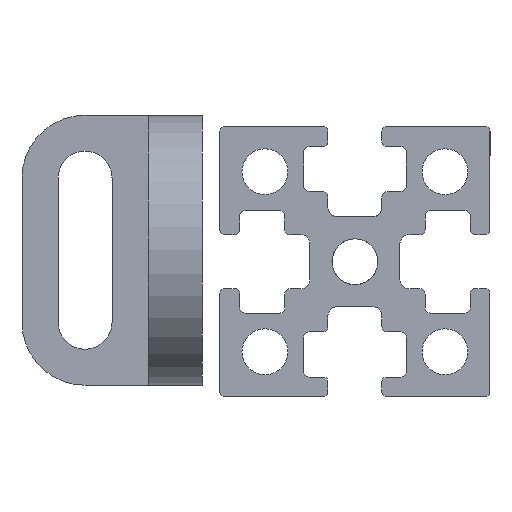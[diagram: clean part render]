
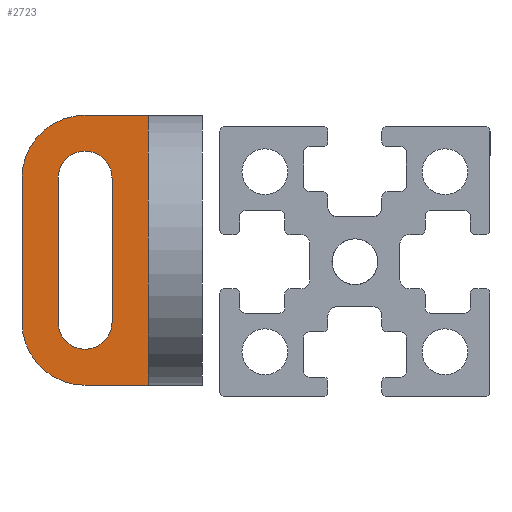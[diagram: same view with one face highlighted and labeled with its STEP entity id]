
A CAD part, left-side view. The second image highlights one B-rep face of the part: STEP entity #2723.
In plain terms, the highlighted planar face has unit normal (-1, 0, 0).
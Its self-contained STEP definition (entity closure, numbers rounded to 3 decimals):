
#85=PLANE('',#3004);
#105=FACE_BOUND('',#389,.T.);
#235=FACE_OUTER_BOUND('',#388,.T.);
#388=EDGE_LOOP('',(#2476,#2477,#2478,#2479,#2480,#2481));
#389=EDGE_LOOP('',(#2482,#2483,#2484,#2485));
#628=LINE('',#4696,#883);
#636=LINE('',#4716,#891);
#639=LINE('',#4722,#894);
#641=LINE('',#4734,#896);
#644=LINE('',#4742,#899);
#645=LINE('',#4746,#900);
#883=VECTOR('',#3739,10.);
#891=VECTOR('',#3757,10.);
#894=VECTOR('',#3764,10.);
#896=VECTOR('',#3778,10.);
#899=VECTOR('',#3785,10.);
#900=VECTOR('',#3788,10.);
#1036=CIRCLE('',#3002,3.5);
#1037=CIRCLE('',#3005,3.5);
#1038=CIRCLE('',#3006,1.5);
#1039=CIRCLE('',#3007,1.5);
#1298=VERTEX_POINT('',#4693);
#1299=VERTEX_POINT('',#4695);
#1305=VERTEX_POINT('',#4713);
#1306=VERTEX_POINT('',#4715);
#1310=VERTEX_POINT('',#4729);
#1311=VERTEX_POINT('',#4733);
#1313=VERTEX_POINT('',#4740);
#1314=VERTEX_POINT('',#4741);
#1315=VERTEX_POINT('',#4743);
#1316=VERTEX_POINT('',#4745);
#1684=EDGE_CURVE('',#1299,#1298,#628,.T.);
#1694=EDGE_CURVE('',#1305,#1306,#636,.T.);
#1698=EDGE_CURVE('',#1299,#1305,#639,.T.);
#1701=EDGE_CURVE('',#1306,#1310,#1036,.T.);
#1703=EDGE_CURVE('',#1311,#1310,#641,.T.);
#1706=EDGE_CURVE('',#1311,#1298,#1037,.T.);
#1707=EDGE_CURVE('',#1313,#1314,#644,.T.);
#1708=EDGE_CURVE('',#1315,#1314,#1038,.T.);
#1709=EDGE_CURVE('',#1315,#1316,#645,.T.);
#1710=EDGE_CURVE('',#1313,#1316,#1039,.T.);
#2476=ORIENTED_EDGE('',*,*,#1701,.F.);
#2477=ORIENTED_EDGE('',*,*,#1694,.F.);
#2478=ORIENTED_EDGE('',*,*,#1698,.F.);
#2479=ORIENTED_EDGE('',*,*,#1684,.T.);
#2480=ORIENTED_EDGE('',*,*,#1706,.F.);
#2481=ORIENTED_EDGE('',*,*,#1703,.T.);
#2482=ORIENTED_EDGE('',*,*,#1707,.T.);
#2483=ORIENTED_EDGE('',*,*,#1708,.F.);
#2484=ORIENTED_EDGE('',*,*,#1709,.T.);
#2485=ORIENTED_EDGE('',*,*,#1710,.F.);
#2723=ADVANCED_FACE('',(#235,#105),#85,.T.);
#3002=AXIS2_PLACEMENT_3D('',#4730,#3773,#3774);
#3004=AXIS2_PLACEMENT_3D('',#4738,#3781,#3782);
#3005=AXIS2_PLACEMENT_3D('',#4739,#3783,#3784);
#3006=AXIS2_PLACEMENT_3D('',#4744,#3786,#3787);
#3007=AXIS2_PLACEMENT_3D('',#4747,#3789,#3790);
#3739=DIRECTION('',(0.,1.,0.));
#3757=DIRECTION('',(0.,1.,0.));
#3764=DIRECTION('',(0.,0.,-1.));
#3773=DIRECTION('center_axis',(1.,0.,0.));
#3774=DIRECTION('ref_axis',(0.,0.707,-0.707));
#3778=DIRECTION('',(0.,0.,-1.));
#3781=DIRECTION('center_axis',(-1.,0.,0.));
#3782=DIRECTION('ref_axis',(0.,0.,1.));
#3783=DIRECTION('center_axis',(1.,0.,0.));
#3784=DIRECTION('ref_axis',(0.,0.707,0.707));
#3785=DIRECTION('',(0.,0.,-1.));
#3786=DIRECTION('center_axis',(-1.,0.,0.));
#3787=DIRECTION('ref_axis',(0.,0.707,-0.707));
#3788=DIRECTION('',(0.,0.,1.));
#3789=DIRECTION('center_axis',(-1.,0.,0.));
#3790=DIRECTION('ref_axis',(0.,-0.707,0.707));
#4693=CARTESIAN_POINT('',(15.,8.5,0.));
#4695=CARTESIAN_POINT('',(15.,5.,0.));
#4696=CARTESIAN_POINT('',(15.,5.,0.));
#4713=CARTESIAN_POINT('',(15.,5.,-15.));
#4715=CARTESIAN_POINT('',(15.,8.5,-15.));
#4716=CARTESIAN_POINT('',(15.,5.,-15.));
#4722=CARTESIAN_POINT('',(15.,5.,-11.25));
#4729=CARTESIAN_POINT('',(15.,12.,-11.5));
#4730=CARTESIAN_POINT('Origin',(15.,8.5,-11.5));
#4733=CARTESIAN_POINT('',(15.,12.,-3.5));
#4734=CARTESIAN_POINT('',(15.,12.,-11.25));
#4738=CARTESIAN_POINT('Origin',(15.,5.,-15.));
#4739=CARTESIAN_POINT('Origin',(15.,8.5,-3.5));
#4740=CARTESIAN_POINT('',(15.,7.,-3.5));
#4741=CARTESIAN_POINT('',(15.,7.,-11.5));
#4742=CARTESIAN_POINT('',(15.,7.,-8.5));
#4743=CARTESIAN_POINT('',(15.,10.,-11.5));
#4744=CARTESIAN_POINT('Origin',(15.,8.5,-11.5));
#4745=CARTESIAN_POINT('',(15.,10.,-3.5));
#4746=CARTESIAN_POINT('',(15.,10.,-14.));
#4747=CARTESIAN_POINT('Origin',(15.,8.5,-3.5));
